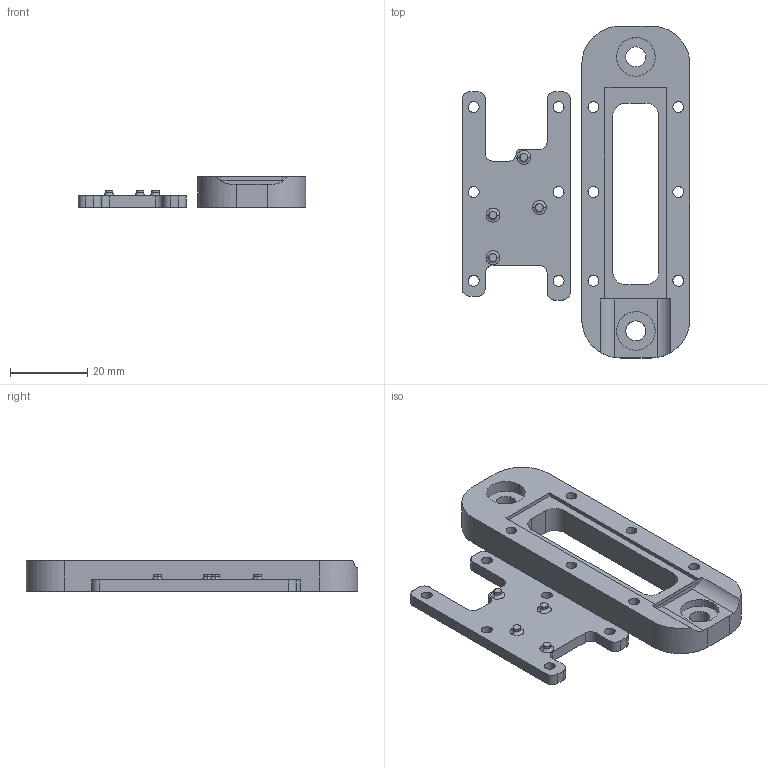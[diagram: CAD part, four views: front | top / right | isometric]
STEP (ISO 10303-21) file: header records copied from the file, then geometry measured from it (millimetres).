
FILE_DESCRIPTION(/* description */ (''),/* implementation_level */ '2;1');
FILE_NAME(/* name */ 'canine_vslot',/* time_stamp */ '2022-10-15T10:26:44+03:00',/* author */ (''),/* organization */ (''),/* preprocessor_version */ 'ST-DEVELOPER v16.5',/* originating_system */ 'Rhino 7.18',/* authorisation */ '');
FILE_SCHEMA (('CONFIG_CONTROL_DESIGN'));
Length unit declared in the file: millimetre
Products named in the file (1): Document
Bounding box: 59 x 86 x 8 mm (x, y, z)
Volume: 15661.7 mm3; surface area: 9652.4 mm2
Topology: 2 solids, 2 shells, 110 faces, 289 edges, 190 vertices
Faces by surface type: cylinder 64, plane 38, bspline 8
Entity records: 3284 total; most frequent: CARTESIAN_POINT 1338, ORIENTED_EDGE 578, EDGE_CURVE 289, VERTEX_POINT 190, EDGE_LOOP 147, ADVANCED_FACE 110, FACE_OUTER_BOUND 110, DIRECTION 106
